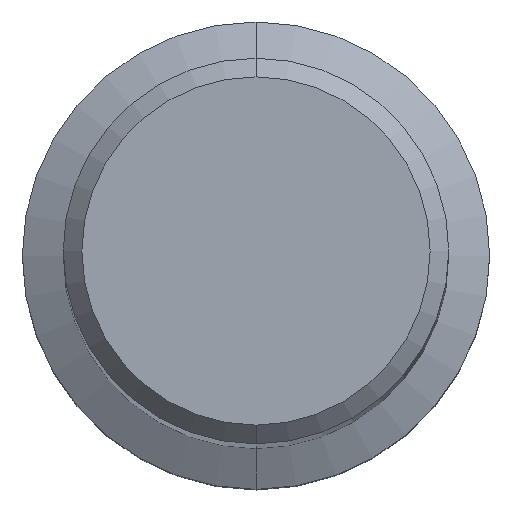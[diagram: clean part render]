
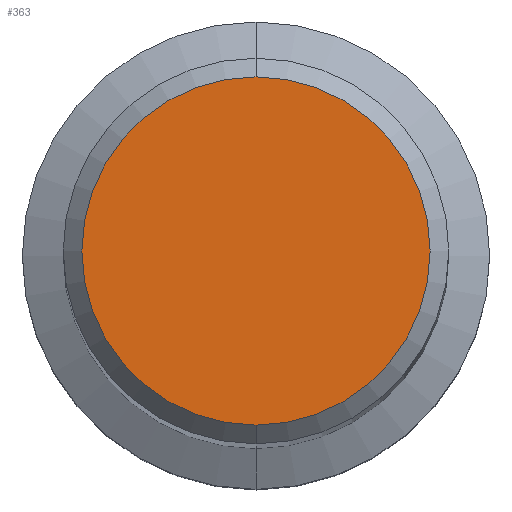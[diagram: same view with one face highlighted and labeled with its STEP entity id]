
A CAD part, top view. The second image highlights one B-rep face of the part: STEP entity #363.
In plain terms, the highlighted planar face has unit normal (0, 0, 1).
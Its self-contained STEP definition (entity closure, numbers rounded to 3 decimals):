
#223=VERTEX_POINT('',#580);
#285=VERTEX_POINT('',#646);
#317=EDGE_CURVE('',#223,#285,#681,.T.);
#363=ADVANCED_FACE('',(#735),#736,.T.);
#377=EDGE_CURVE('',#285,#223,#750,.T.);
#580=CARTESIAN_POINT('',(0.0,7.45,0.0));
#646=CARTESIAN_POINT('',(0.,-7.45,0.0));
#681=CIRCLE('',#1203,7.45);
#735=FACE_OUTER_BOUND('',#1279,.T.);
#736=PLANE('',#1280);
#750=CIRCLE('',#1315,7.45);
#1203=AXIS2_PLACEMENT_3D('',#1832,#1833,#1834);
#1279=EDGE_LOOP('',(#1925,#1926));
#1280=AXIS2_PLACEMENT_3D('',#1927,#1928,#1929);
#1315=AXIS2_PLACEMENT_3D('',#1932,#1933,#1934);
#1832=CARTESIAN_POINT('',(0.0,0.0,0.0));
#1833=DIRECTION('',(0.0,0.0,-1.0));
#1834=DIRECTION('',(0.0,1.0,0.0));
#1925=ORIENTED_EDGE('',*,*,#317,.F.);
#1926=ORIENTED_EDGE('',*,*,#377,.F.);
#1927=CARTESIAN_POINT('',(0.0,3.725,0.0));
#1928=DIRECTION('',(-0.0,0.0,1.0));
#1929=DIRECTION('',(0.0,-1.0,0.0));
#1932=CARTESIAN_POINT('',(0.0,0.0,0.0));
#1933=DIRECTION('',(0.0,0.0,-1.0));
#1934=DIRECTION('',(0.0,1.0,0.0));
